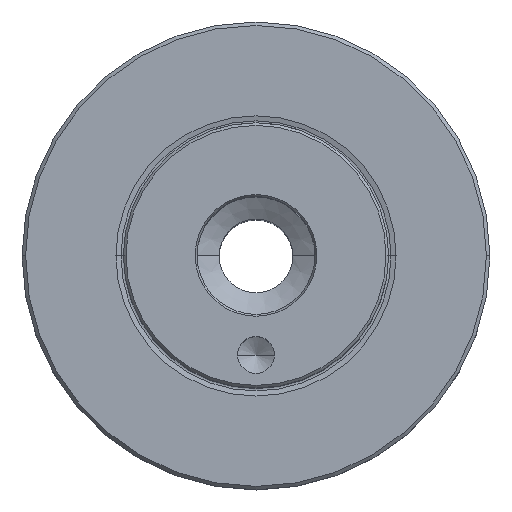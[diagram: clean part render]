
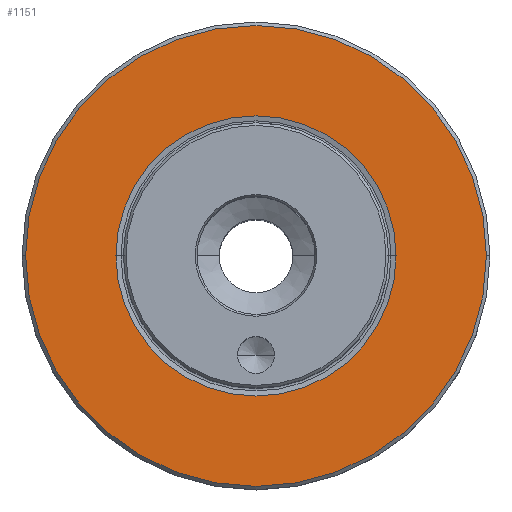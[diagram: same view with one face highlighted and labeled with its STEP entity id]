
A CAD part, top view. The second image highlights one B-rep face of the part: STEP entity #1151.
In plain terms, the highlighted planar face has unit normal (0, 0, 1).
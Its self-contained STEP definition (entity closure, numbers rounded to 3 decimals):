
#703=EDGE_CURVE('NONE',#711,#1433,#1727,.T.);
#711=VERTEX_POINT('NONE',#1736);
#931=EDGE_CURVE('NONE',#1103,#1153,#1981,.T.);
#951=EDGE_CURVE('NONE',#1153,#1103,#2002,.T.);
#1035=EDGE_CURVE('NONE',#1433,#711,#2095,.T.);
#1103=VERTEX_POINT('NONE',#2172);
#1151=ADVANCED_FACE('NONE',(#2228,#2229),#2230,.T.);
#1153=VERTEX_POINT('NONE',#2232);
#1433=VERTEX_POINT('NONE',#2549);
#1727=CIRCLE('',#3077,19.012);
#1736=CARTESIAN_POINT('',(-19.012,0.,0.));
#1981=CIRCLE('',#3521,31.275);
#2002=CIRCLE('',#3548,31.275);
#2095=CIRCLE('',#3688,19.012);
#2172=CARTESIAN_POINT('',(-31.275,0.0,0.));
#2228=FACE_OUTER_BOUND('',#3864,.T.);
#2229=FACE_BOUND('',#3865,.T.);
#2230=PLANE('',#3866);
#2232=CARTESIAN_POINT('',(31.275,0.,0.));
#2549=CARTESIAN_POINT('',(19.012,0.0,0.));
#3077=AXIS2_PLACEMENT_3D('',#4682,#4683,#4684);
#3521=AXIS2_PLACEMENT_3D('',#4985,#4986,#4987);
#3548=AXIS2_PLACEMENT_3D('',#5007,#5008,#5009);
#3688=AXIS2_PLACEMENT_3D('',#5116,#5117,#5118);
#3864=EDGE_LOOP('',(#5291,#5292));
#3865=EDGE_LOOP('',(#5293,#5294));
#3866=AXIS2_PLACEMENT_3D('',#5295,#5296,#5297);
#4682=CARTESIAN_POINT('',(0.0,0.0,0.));
#4683=DIRECTION('',(0.0,0.0,1.0));
#4684=DIRECTION('',(1.0,0.0,0.0));
#4985=CARTESIAN_POINT('',(0.0,0.0,0.));
#4986=DIRECTION('',(0.0,0.0,-1.0));
#4987=DIRECTION('',(1.0,0.0,0.0));
#5007=CARTESIAN_POINT('',(0.0,0.0,0.));
#5008=DIRECTION('',(0.0,0.0,-1.0));
#5009=DIRECTION('',(1.0,0.0,0.0));
#5116=CARTESIAN_POINT('',(0.0,0.0,0.));
#5117=DIRECTION('',(0.0,0.0,1.0));
#5118=DIRECTION('',(1.0,0.0,0.0));
#5291=ORIENTED_EDGE('',*,*,#931,.F.);
#5292=ORIENTED_EDGE('',*,*,#951,.F.);
#5293=ORIENTED_EDGE('',*,*,#1035,.F.);
#5294=ORIENTED_EDGE('',*,*,#703,.F.);
#5295=CARTESIAN_POINT('',(0.0,31.75,0.));
#5296=DIRECTION('',(0.0,0.0,1.0));
#5297=DIRECTION('',(1.0,0.0,0.0));
